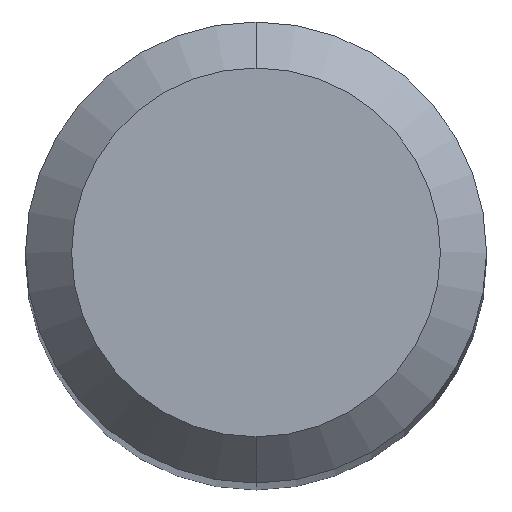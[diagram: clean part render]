
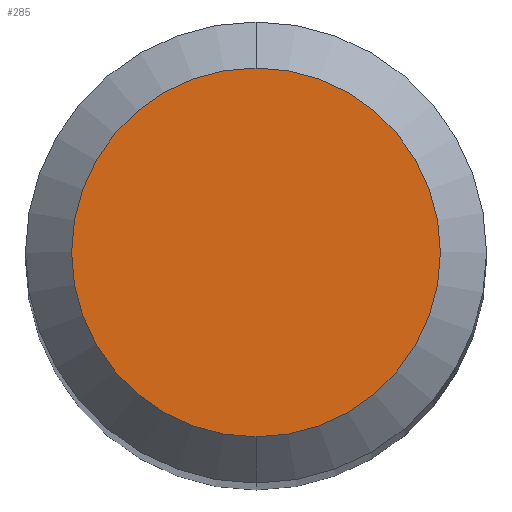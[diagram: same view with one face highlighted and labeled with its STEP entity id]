
A CAD part, top view. The second image highlights one B-rep face of the part: STEP entity #285.
In plain terms, the highlighted planar face has unit normal (0, 0, 1).
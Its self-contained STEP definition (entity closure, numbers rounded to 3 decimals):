
#213=VERTEX_POINT('',#523);
#281=VERTEX_POINT('',#599);
#285=ADVANCED_FACE('',(#603),#604,.T.);
#317=EDGE_CURVE('',#213,#281,#638,.T.);
#345=EDGE_CURVE('',#281,#213,#667,.T.);
#523=CARTESIAN_POINT('',(0.,-1.2,0.0));
#599=CARTESIAN_POINT('',(0.0,1.2,0.0));
#603=FACE_OUTER_BOUND('',#1075,.T.);
#604=PLANE('',#1076);
#638=CIRCLE('',#1141,1.2);
#667=CIRCLE('',#1206,1.2);
#1075=EDGE_LOOP('',(#1563,#1564));
#1076=AXIS2_PLACEMENT_3D('',#1565,#1566,#1567);
#1141=AXIS2_PLACEMENT_3D('',#1593,#1594,#1595);
#1206=AXIS2_PLACEMENT_3D('',#1625,#1626,#1627);
#1563=ORIENTED_EDGE('',*,*,#345,.F.);
#1564=ORIENTED_EDGE('',*,*,#317,.F.);
#1565=CARTESIAN_POINT('',(0.0,0.6,0.0));
#1566=DIRECTION('',(-0.0,0.0,1.0));
#1567=DIRECTION('',(0.0,-1.0,0.0));
#1593=CARTESIAN_POINT('',(0.0,0.0,0.0));
#1594=DIRECTION('',(0.0,0.0,-1.0));
#1595=DIRECTION('',(0.0,1.0,0.0));
#1625=CARTESIAN_POINT('',(0.0,0.0,0.0));
#1626=DIRECTION('',(0.0,0.0,-1.0));
#1627=DIRECTION('',(0.0,1.0,0.0));
